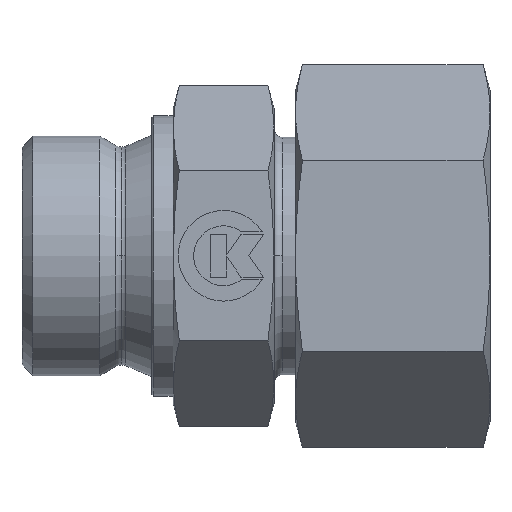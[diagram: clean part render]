
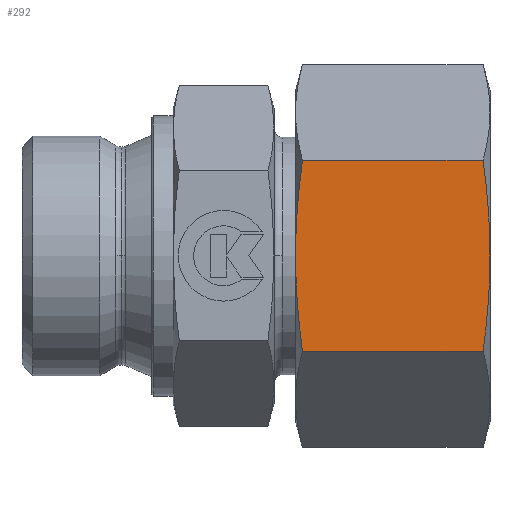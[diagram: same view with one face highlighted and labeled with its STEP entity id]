
A CAD part, top view. The second image highlights one B-rep face of the part: STEP entity #292.
In plain terms, the highlighted planar face has unit normal (0, 0, 1).
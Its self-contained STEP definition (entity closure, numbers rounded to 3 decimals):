
#292 = ADVANCED_FACE( '', ( #570 ), #571, .F. );
#570 = FACE_OUTER_BOUND( '', #872, .T. );
#571 = PLANE( '', #873 );
#872 = EDGE_LOOP( '', ( #1841, #1842, #1843, #1844, #1845, #1846 ) );
#873 = AXIS2_PLACEMENT_3D( '', #1847, #1848, #1849 );
#1841 = ORIENTED_EDGE( '', *, *, #2307, .F. );
#1842 = ORIENTED_EDGE( '', *, *, #2299, .F. );
#1843 = ORIENTED_EDGE( '', *, *, #2308, .F. );
#1844 = ORIENTED_EDGE( '', *, *, #2309, .F. );
#1845 = ORIENTED_EDGE( '', *, *, #2302, .T. );
#1846 = ORIENTED_EDGE( '', *, *, #2310, .F. );
#1847 = CARTESIAN_POINT( '', ( 38.5, -13.279, 23. ) );
#1848 = DIRECTION( '', ( 0., 0., -1. ) );
#1849 = DIRECTION( '', ( 0., -1., 0. ) );
#2299 = EDGE_CURVE( '', #2812, #2814, #2815, .T. );
#2302 = EDGE_CURVE( '', #2820, #2817, #2821, .T. );
#2307 = EDGE_CURVE( '', #2814, #2827, #2828, .T. );
#2308 = EDGE_CURVE( '', #2829, #2812, #2830, .T. );
#2309 = EDGE_CURVE( '', #2820, #2829, #2831, .T. );
#2310 = EDGE_CURVE( '', #2827, #2817, #2832, .T. );
#2812 = VERTEX_POINT( '', #3757 );
#2814 = VERTEX_POINT( '', #3768 );
#2815 = LINE( '', #3769, #3770 );
#2817 = VERTEX_POINT( '', #3781 );
#2820 = VERTEX_POINT( '', #3793 );
#2821 = LINE( '', #3794, #3795 );
#2827 = VERTEX_POINT( '', #3829 );
#2828 = ( B_SPLINE_CURVE( 2, ( #3831, #3832, #3833 ), .UNSPECIFIED., .F., .F. )B_SPLINE_CURVE_WITH_KNOTS( ( 3, 3 ), ( 11.096, 25.931 ), .UNSPECIFIED. )RATIONAL_B_SPLINE_CURVE( ( 1.058, 1.068, 1. ) )BOUNDED_CURVE(  )REPRESENTATION_ITEM( '' )GEOMETRIC_REPRESENTATION_ITEM(  )CURVE(  ) );
#2829 = VERTEX_POINT( '', #3840 );
#2830 = ( B_SPLINE_CURVE( 2, ( #3842, #3843, #3844 ), .UNSPECIFIED., .F., .F. )B_SPLINE_CURVE_WITH_KNOTS( ( 3, 3 ), ( 25.931, 40.766 ), .UNSPECIFIED. )RATIONAL_B_SPLINE_CURVE( ( 1., 1.068, 1.058 ) )BOUNDED_CURVE(  )REPRESENTATION_ITEM( '' )GEOMETRIC_REPRESENTATION_ITEM(  )CURVE(  ) );
#2831 = ( B_SPLINE_CURVE( 2, ( #3852, #3853, #3854 ), .UNSPECIFIED., .F., .F. )B_SPLINE_CURVE_WITH_KNOTS( ( 3, 3 ), ( 11.096, 25.931 ), .UNSPECIFIED. )RATIONAL_B_SPLINE_CURVE( ( 1.058, 1.068, 1. ) )BOUNDED_CURVE(  )REPRESENTATION_ITEM( '' )GEOMETRIC_REPRESENTATION_ITEM(  )CURVE(  ) );
#2832 = ( B_SPLINE_CURVE( 2, ( #3862, #3863, #3864 ), .UNSPECIFIED., .F., .F. )B_SPLINE_CURVE_WITH_KNOTS( ( 3, 3 ), ( 25.931, 40.766 ), .UNSPECIFIED. )RATIONAL_B_SPLINE_CURVE( ( 1., 1.068, 1.058 ) )BOUNDED_CURVE(  )REPRESENTATION_ITEM( '' )GEOMETRIC_REPRESENTATION_ITEM(  )CURVE(  ) );
#3757 = CARTESIAN_POINT( '', ( 37.547, -13.279, 23. ) );
#3768 = CARTESIAN_POINT( '', ( 12.453, -13.279, 23. ) );
#3769 = CARTESIAN_POINT( '', ( 38.5, -13.279, 23. ) );
#3770 = VECTOR( '', #4459, 1. );
#3781 = CARTESIAN_POINT( '', ( 12.453, 13.279, 23. ) );
#3793 = CARTESIAN_POINT( '', ( 37.547, 13.279, 23. ) );
#3794 = CARTESIAN_POINT( '', ( 38.5, 13.279, 23. ) );
#3795 = VECTOR( '', #4460, 1. );
#3829 = CARTESIAN_POINT( '', ( 11.5, 0., 23. ) );
#3831 = CARTESIAN_POINT( '', ( 12.453, -13.279, 23. ) );
#3832 = CARTESIAN_POINT( '', ( 11.5, -6.163, 23. ) );
#3833 = CARTESIAN_POINT( '', ( 11.5, 0., 23. ) );
#3840 = CARTESIAN_POINT( '', ( 38.5, 0., 23. ) );
#3842 = CARTESIAN_POINT( '', ( 38.5, 0., 23. ) );
#3843 = CARTESIAN_POINT( '', ( 38.5, -6.163, 23. ) );
#3844 = CARTESIAN_POINT( '', ( 37.547, -13.279, 23. ) );
#3852 = CARTESIAN_POINT( '', ( 37.547, 13.279, 23. ) );
#3853 = CARTESIAN_POINT( '', ( 38.5, 6.163, 23. ) );
#3854 = CARTESIAN_POINT( '', ( 38.5, 0., 23. ) );
#3862 = CARTESIAN_POINT( '', ( 11.5, 0., 23. ) );
#3863 = CARTESIAN_POINT( '', ( 11.5, 6.163, 23. ) );
#3864 = CARTESIAN_POINT( '', ( 12.453, 13.279, 23. ) );
#4459 = DIRECTION( '', ( -1., 0., 0. ) );
#4460 = DIRECTION( '', ( -1., 0., 0. ) );
